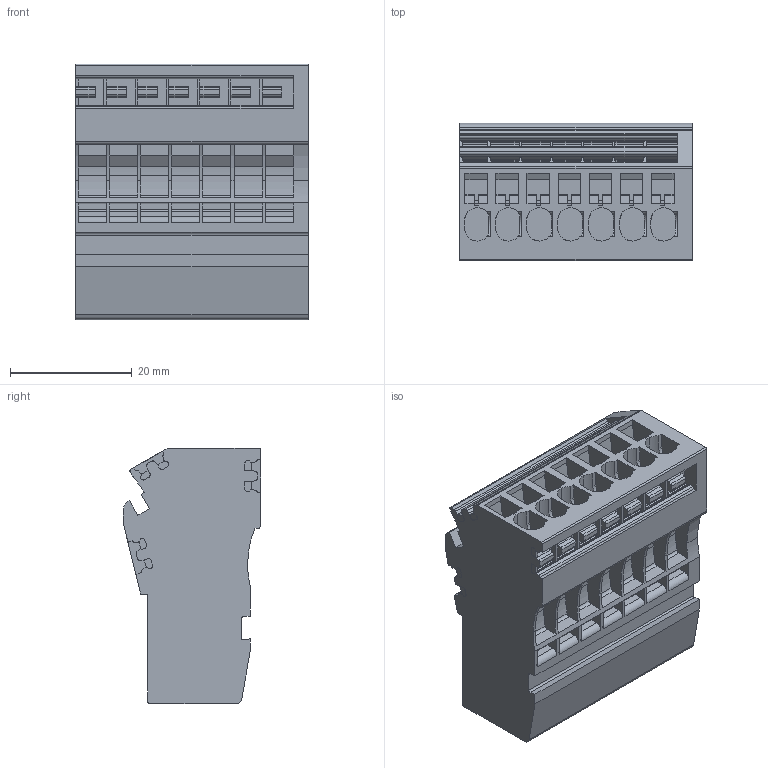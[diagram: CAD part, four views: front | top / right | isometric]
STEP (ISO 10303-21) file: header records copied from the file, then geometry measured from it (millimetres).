
FILE_DESCRIPTION(('CATIA V5R24 STEP','CAx-IF Rec.Pracs.--- Model Styling and Organization---1.2---2011-12-15'),'2;1');
FILE_NAME ('375657_1', '2016-12-07T09:41:07+00:00', ('Weidmueller Interface'), ('Weidmueller'), 'CATIA Version 5-6 Release 2014 SP4 HF52', 'CATIA V5 STEP AP214', 'none');
FILE_SCHEMA(('AUTOMOTIVE_DESIGN { 1 0 10303 214 1 1 1 1 }'));
Length unit declared in the file: millimetre
Products named in the file (1): v5-standard_part
Bounding box: 38.2 x 22.55 x 42 mm (x, y, z)
Volume: 21203.4 mm3; surface area: 13663.5 mm2
Topology: 1 solids, 1 shells, 1432 faces, 4173 edges, 2778 vertices
Faces by surface type: plane 980, cylinder 452
Entity records: 48041 total; most frequent: CARTESIAN_POINT 8856, ORIENTED_EDGE 8346, DIRECTION 6940, EDGE_CURVE 4173, VECTOR 3143, LINE 3143, VERTEX_POINT 2778, AXIS2_PLACEMENT_3D 2377
